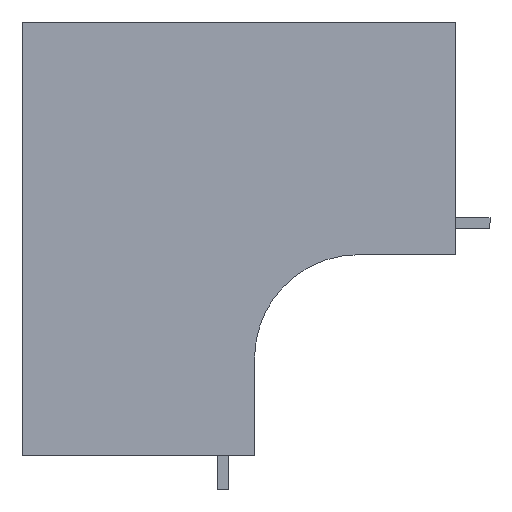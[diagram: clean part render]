
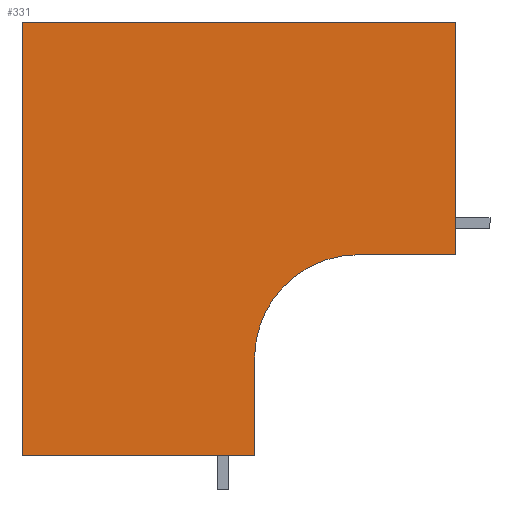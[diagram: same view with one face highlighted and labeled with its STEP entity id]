
A CAD part, front view. The second image highlights one B-rep face of the part: STEP entity #331.
In plain terms, the highlighted planar face has unit normal (0.006, -1, 0).
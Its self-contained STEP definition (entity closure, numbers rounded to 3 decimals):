
#13 =( BOUNDED_CURVE ( )  B_SPLINE_CURVE ( 3, ( #732, #145, #727, #278 ),
 .UNSPECIFIED., .F., .T. ) 
 B_SPLINE_CURVE_WITH_KNOTS ( ( 4, 4 ),
 ( 4.712, 6.283 ),
 .UNSPECIFIED. ) 
 CURVE ( )  GEOMETRIC_REPRESENTATION_ITEM ( )  RATIONAL_B_SPLINE_CURVE ( ( 1., 0.805, 0.805, 1. ) ) 
 REPRESENTATION_ITEM ( '' )  );
#29 = LINE ( 'NONE', #881, #807 ) ;
#32 = DIRECTION ( 'NONE',  ( 0., 0., -1. ) ) ;
#33 = LINE ( 'NONE', #162, #658 ) ;
#44 = LINE ( 'NONE', #105, #180 ) ;
#56 = VERTEX_POINT ( 'NONE', #548 ) ;
#103 = FACE_OUTER_BOUND ( 'NONE', #590, .T. ) ;
#105 = CARTESIAN_POINT ( 'NONE',  ( -24.887, -22.297, 25.15 ) ) ;
#140 = DIRECTION ( 'NONE',  ( -1., -0.006, 0. ) ) ;
#145 = CARTESIAN_POINT ( 'NONE',  ( 6.821, -22.109, -1.85 ) ) ;
#150 = DIRECTION ( 'NONE',  ( 0., 0., -1. ) ) ;
#155 = VERTEX_POINT ( 'NONE', #785 ) ;
#156 = DIRECTION ( 'NONE',  ( -1., -0.006, 0. ) ) ;
#162 = CARTESIAN_POINT ( 'NONE',  ( -25.15, -22.298, 25.15 ) ) ;
#165 = VECTOR ( 'NONE', #156, 1000. ) ;
#172 = DIRECTION ( 'NONE',  ( 0., 0., 1. ) ) ;
#176 = CARTESIAN_POINT ( 'NONE',  ( 25.15, -22., -1.85 ) ) ;
#180 = VECTOR ( 'NONE', #774, 1000. ) ;
#258 = ORIENTED_EDGE ( 'NONE', *, *, #591, .F. ) ;
#275 = VECTOR ( 'NONE', #140, 1000. ) ;
#278 = CARTESIAN_POINT ( 'NONE',  ( 1.85, -22.138, -13.85 ) ) ;
#309 = EDGE_CURVE ( 'NONE', #408, #473, #33, .T. ) ;
#331 = ADVANCED_FACE ( 'NONE', ( #103 ), #768, .T. ) ;
#334 = DIRECTION ( 'NONE',  ( 0.006, -1., 0. ) ) ;
#373 = ORIENTED_EDGE ( 'NONE', *, *, #825, .F. ) ;
#408 = VERTEX_POINT ( 'NONE', #790 ) ;
#422 = LINE ( 'NONE', #928, #275 ) ;
#437 = ORIENTED_EDGE ( 'NONE', *, *, #734, .F. ) ;
#438 = LINE ( 'NONE', #810, #165 ) ;
#446 = EDGE_CURVE ( 'NONE', #570, #155, #422, .T. ) ;
#473 = VERTEX_POINT ( 'NONE', #572 ) ;
#484 = VECTOR ( 'NONE', #32, 1000. ) ;
#489 = CARTESIAN_POINT ( 'NONE',  ( 25.15, -22., -1.85 ) ) ;
#548 = CARTESIAN_POINT ( 'NONE',  ( 1.85, -22.138, -25.15 ) ) ;
#570 = VERTEX_POINT ( 'NONE', #489 ) ;
#572 = CARTESIAN_POINT ( 'NONE',  ( -25.15, -22.298, 25.15 ) ) ;
#590 = EDGE_LOOP ( 'NONE', ( #844, #437, #730, #258, #856, #720, #373 ) ) ;
#591 = EDGE_CURVE ( 'NONE', #155, #896, #13, .T. ) ;
#616 = VERTEX_POINT ( 'NONE', #890 ) ;
#632 = CARTESIAN_POINT ( 'NONE',  ( 25.15, -22., -1.85 ) ) ;
#658 = VECTOR ( 'NONE', #172, 1000. ) ;
#718 = EDGE_CURVE ( 'NONE', #896, #56, #29, .T. ) ;
#719 = CARTESIAN_POINT ( 'NONE',  ( 1.85, -22.138, -13.85 ) ) ;
#720 = ORIENTED_EDGE ( 'NONE', *, *, #821, .F. ) ;
#727 = CARTESIAN_POINT ( 'NONE',  ( 1.85, -22.138, -6.821 ) ) ;
#730 = ORIENTED_EDGE ( 'NONE', *, *, #718, .F. ) ;
#732 = CARTESIAN_POINT ( 'NONE',  ( 13.85, -22.067, -1.85 ) ) ;
#734 = EDGE_CURVE ( 'NONE', #56, #408, #438, .T. ) ;
#751 = AXIS2_PLACEMENT_3D ( 'NONE', #632, #334, #917 ) ;
#768 = PLANE ( 'NONE',  #751 ) ;
#774 = DIRECTION ( 'NONE',  ( 1., 0.006, 0. ) ) ;
#785 = CARTESIAN_POINT ( 'NONE',  ( 13.85, -22.067, -1.85 ) ) ;
#790 = CARTESIAN_POINT ( 'NONE',  ( -25.15, -22.298, -25.15 ) ) ;
#807 = VECTOR ( 'NONE', #150, 1000. ) ;
#810 = CARTESIAN_POINT ( 'NONE',  ( -24.887, -22.297, -25.15 ) ) ;
#821 = EDGE_CURVE ( 'NONE', #616, #570, #829, .T. ) ;
#825 = EDGE_CURVE ( 'NONE', #473, #616, #44, .T. ) ;
#829 = LINE ( 'NONE', #176, #484 ) ;
#844 = ORIENTED_EDGE ( 'NONE', *, *, #309, .F. ) ;
#856 = ORIENTED_EDGE ( 'NONE', *, *, #446, .F. ) ;
#881 = CARTESIAN_POINT ( 'NONE',  ( 1.85, -22.138, -25.15 ) ) ;
#890 = CARTESIAN_POINT ( 'NONE',  ( 25.15, -22., 25.15 ) ) ;
#896 = VERTEX_POINT ( 'NONE', #719 ) ;
#917 = DIRECTION ( 'NONE',  ( 1., 0.006, 0. ) ) ;
#928 = CARTESIAN_POINT ( 'NONE',  ( 14.111, -22.066, -1.85 ) ) ;
